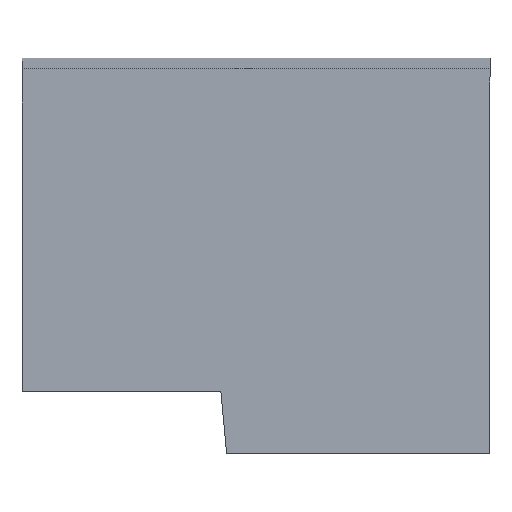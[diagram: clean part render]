
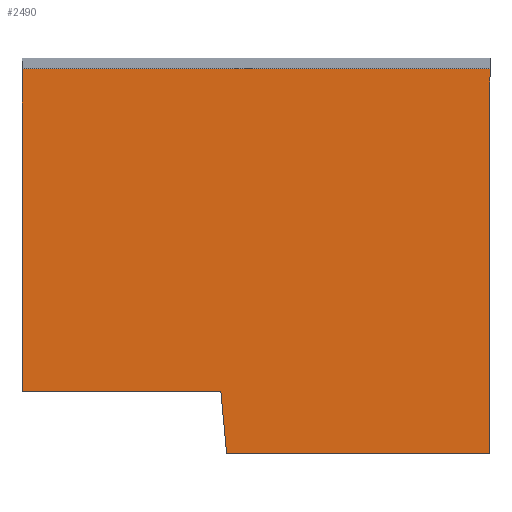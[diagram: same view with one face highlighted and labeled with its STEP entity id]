
A CAD part, front view. The second image highlights one B-rep face of the part: STEP entity #2490.
In plain terms, the highlighted planar face has unit normal (0, -1, 0).
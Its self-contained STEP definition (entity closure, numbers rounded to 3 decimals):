
#181 = CARTESIAN_POINT ( 'NONE',  ( 124.63, 26.22, 51.171 ) ) ;
#262 = VERTEX_POINT ( 'NONE', #3455 ) ;
#336 = CARTESIAN_POINT ( 'NONE',  ( 47.982, 26.22, 68.988 ) ) ;
#376 = CARTESIAN_POINT ( 'NONE',  ( 53.901, 26.22, 4.984 ) ) ;
#406 = DIRECTION ( 'NONE',  ( 0.092, 0., -0.996 ) ) ;
#413 = LINE ( 'NONE', #376, #1750 ) ;
#569 = EDGE_CURVE ( 'NONE', #3798, #2835, #1763, .T. ) ;
#636 = EDGE_CURVE ( 'NONE', #262, #4150, #902, .T. ) ;
#902 = LINE ( 'NONE', #2736, #1315 ) ;
#907 = EDGE_CURVE ( 'NONE', #4150, #1776, #2193, .T. ) ;
#972 = CARTESIAN_POINT ( 'NONE',  ( 233.274, 26.22, 68.988 ) ) ;
#1095 = DIRECTION ( 'NONE',  ( 0., 0., -1. ) ) ;
#1315 = VECTOR ( 'NONE', #1095, 1000. ) ;
#1380 = EDGE_LOOP ( 'NONE', ( #3239, #2508, #2363, #3998, #1522, #1773 ) ) ;
#1434 = EDGE_CURVE ( 'NONE', #2835, #2447, #3979, .T. ) ;
#1456 = LINE ( 'NONE', #3170, #3827 ) ;
#1522 = ORIENTED_EDGE ( 'NONE', *, *, #1628, .T. ) ;
#1623 = CARTESIAN_POINT ( 'NONE',  ( 49.63, 26.22, 51.171 ) ) ;
#1628 = EDGE_CURVE ( 'NONE', #262, #2447, #1456, .T. ) ;
#1629 = DIRECTION ( 'NONE',  ( -1., 0., 0. ) ) ;
#1643 = CARTESIAN_POINT ( 'NONE',  ( -8.64, 26.22, 160.755 ) ) ;
#1750 = VECTOR ( 'NONE', #406, 1000. ) ;
#1756 = VECTOR ( 'NONE', #2218, 1000. ) ;
#1763 = LINE ( 'NONE', #972, #3320 ) ;
#1773 = ORIENTED_EDGE ( 'NONE', *, *, #1434, .F. ) ;
#1776 = VERTEX_POINT ( 'NONE', #1623 ) ;
#1849 = AXIS2_PLACEMENT_3D ( 'NONE', #2345, #3983, #3673 ) ;
#2005 = EDGE_CURVE ( 'NONE', #3798, #1776, #413, .T. ) ;
#2193 = LINE ( 'NONE', #181, #1756 ) ;
#2218 = DIRECTION ( 'NONE',  ( -1., 0., 0. ) ) ;
#2219 = DIRECTION ( 'NONE',  ( -1., 0., 0. ) ) ;
#2295 = CARTESIAN_POINT ( 'NONE',  ( -8.64, 26.22, 68.988 ) ) ;
#2345 = CARTESIAN_POINT ( 'NONE',  ( 233.274, 26.22, 68.988 ) ) ;
#2363 = ORIENTED_EDGE ( 'NONE', *, *, #907, .F. ) ;
#2447 = VERTEX_POINT ( 'NONE', #1643 ) ;
#2490 = ADVANCED_FACE ( 'NONE', ( #3612 ), #3959, .T. ) ;
#2508 = ORIENTED_EDGE ( 'NONE', *, *, #2005, .T. ) ;
#2545 = VECTOR ( 'NONE', #3148, 1000. ) ;
#2736 = CARTESIAN_POINT ( 'NONE',  ( 124.63, 26.22, 160.755 ) ) ;
#2835 = VERTEX_POINT ( 'NONE', #2295 ) ;
#3148 = DIRECTION ( 'NONE',  ( 0., 0., 1. ) ) ;
#3170 = CARTESIAN_POINT ( 'NONE',  ( 233.274, 26.22, 160.755 ) ) ;
#3239 = ORIENTED_EDGE ( 'NONE', *, *, #569, .F. ) ;
#3320 = VECTOR ( 'NONE', #1629, 1000. ) ;
#3439 = CARTESIAN_POINT ( 'NONE',  ( -8.64, 26.22, 68.988 ) ) ;
#3455 = CARTESIAN_POINT ( 'NONE',  ( 124.63, 26.22, 160.755 ) ) ;
#3612 = FACE_OUTER_BOUND ( 'NONE', #1380, .T. ) ;
#3673 = DIRECTION ( 'NONE',  ( 0., 0., -1. ) ) ;
#3704 = CARTESIAN_POINT ( 'NONE',  ( 124.63, 26.22, 51.171 ) ) ;
#3798 = VERTEX_POINT ( 'NONE', #336 ) ;
#3827 = VECTOR ( 'NONE', #2219, 1000. ) ;
#3959 = PLANE ( 'NONE',  #1849 ) ;
#3979 = LINE ( 'NONE', #3439, #2545 ) ;
#3983 = DIRECTION ( 'NONE',  ( 0., -1., 0. ) ) ;
#3998 = ORIENTED_EDGE ( 'NONE', *, *, #636, .F. ) ;
#4150 = VERTEX_POINT ( 'NONE', #3704 ) ;
